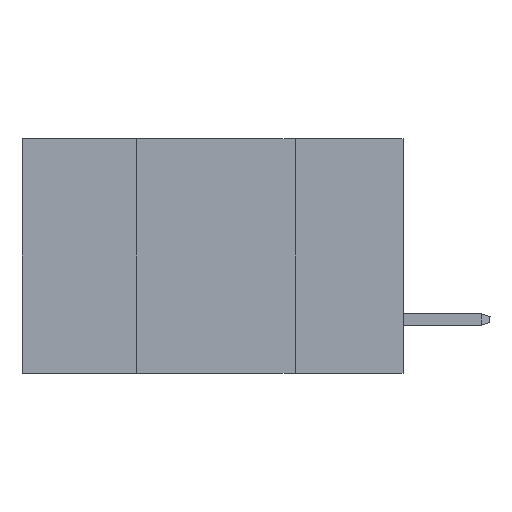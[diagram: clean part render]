
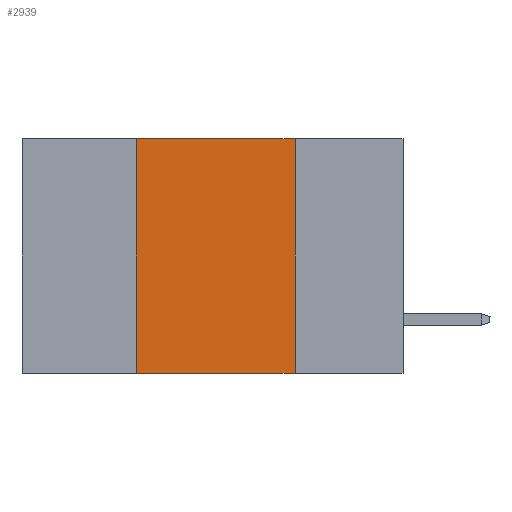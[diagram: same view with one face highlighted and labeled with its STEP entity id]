
A CAD part, left-side view. The second image highlights one B-rep face of the part: STEP entity #2939.
In plain terms, the highlighted planar face has unit normal (-1, 0, 0).
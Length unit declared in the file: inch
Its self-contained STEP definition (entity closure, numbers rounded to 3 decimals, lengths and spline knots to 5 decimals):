
#33 = VECTOR ( 'NONE', #11637, 39.37008 ) ;
#1176 = CARTESIAN_POINT ( 'NONE',  ( 0., 0.17, 0. ) ) ;
#1415 = VECTOR ( 'NONE', #5699, 39.37008 ) ;
#2100 = DIRECTION ( 'NONE',  ( 1., 0., 0. ) ) ;
#2124 = VECTOR ( 'NONE', #4556, 39.37008 ) ;
#2353 = CARTESIAN_POINT ( 'NONE',  ( 0., 0.6, 0. ) ) ;
#2756 = VERTEX_POINT ( 'NONE', #4016 ) ;
#2773 = CARTESIAN_POINT ( 'NONE',  ( 0., 0.42, 0. ) ) ;
#2808 = ORIENTED_EDGE ( 'NONE', *, *, #7542, .T. ) ;
#2939 = ADVANCED_FACE ( 'NONE', ( #4617 ), #15457, .F. ) ;
#3153 = DIRECTION ( 'NONE',  ( 0., -1., 0. ) ) ;
#3263 = CARTESIAN_POINT ( 'NONE',  ( 0., 0.6, -0.37 ) ) ;
#4016 = CARTESIAN_POINT ( 'NONE',  ( 0., 0.17, -0.37 ) ) ;
#4081 = ORIENTED_EDGE ( 'NONE', *, *, #13744, .F. ) ;
#4318 = LINE ( 'NONE', #13895, #13769 ) ;
#4556 = DIRECTION ( 'NONE',  ( 0., 0., 1. ) ) ;
#4617 = FACE_OUTER_BOUND ( 'NONE', #8464, .T. ) ;
#4676 = VERTEX_POINT ( 'NONE', #1176 ) ;
#5339 = VERTEX_POINT ( 'NONE', #13489 ) ;
#5641 = EDGE_CURVE ( 'NONE', #5339, #15615, #8270, .T. ) ;
#5699 = DIRECTION ( 'NONE',  ( 0., -1., 0. ) ) ;
#6885 = CARTESIAN_POINT ( 'NONE',  ( 0., 0.42, 0. ) ) ;
#7108 = DIRECTION ( 'NONE',  ( 0., 0., -1. ) ) ;
#7542 = EDGE_CURVE ( 'NONE', #5339, #2756, #9303, .T. ) ;
#7688 = ORIENTED_EDGE ( 'NONE', *, *, #14606, .F. ) ;
#8270 = LINE ( 'NONE', #6885, #2124 ) ;
#8464 = EDGE_LOOP ( 'NONE', ( #4081, #7688, #10219, #2808 ) ) ;
#9303 = LINE ( 'NONE', #3263, #1415 ) ;
#10163 = AXIS2_PLACEMENT_3D ( 'NONE', #2353, #2100, #7108 ) ;
#10219 = ORIENTED_EDGE ( 'NONE', *, *, #5641, .F. ) ;
#11637 = DIRECTION ( 'NONE',  ( 0., 0., -1. ) ) ;
#11789 = CARTESIAN_POINT ( 'NONE',  ( 0., 0.17, 0. ) ) ;
#13002 = LINE ( 'NONE', #11789, #33 ) ;
#13489 = CARTESIAN_POINT ( 'NONE',  ( 0., 0.42, -0.37 ) ) ;
#13744 = EDGE_CURVE ( 'NONE', #4676, #2756, #13002, .T. ) ;
#13769 = VECTOR ( 'NONE', #3153, 39.37008 ) ;
#13895 = CARTESIAN_POINT ( 'NONE',  ( 0., 0.6, 0. ) ) ;
#14606 = EDGE_CURVE ( 'NONE', #15615, #4676, #4318, .T. ) ;
#15457 = PLANE ( 'NONE',  #10163 ) ;
#15615 = VERTEX_POINT ( 'NONE', #2773 ) ;
